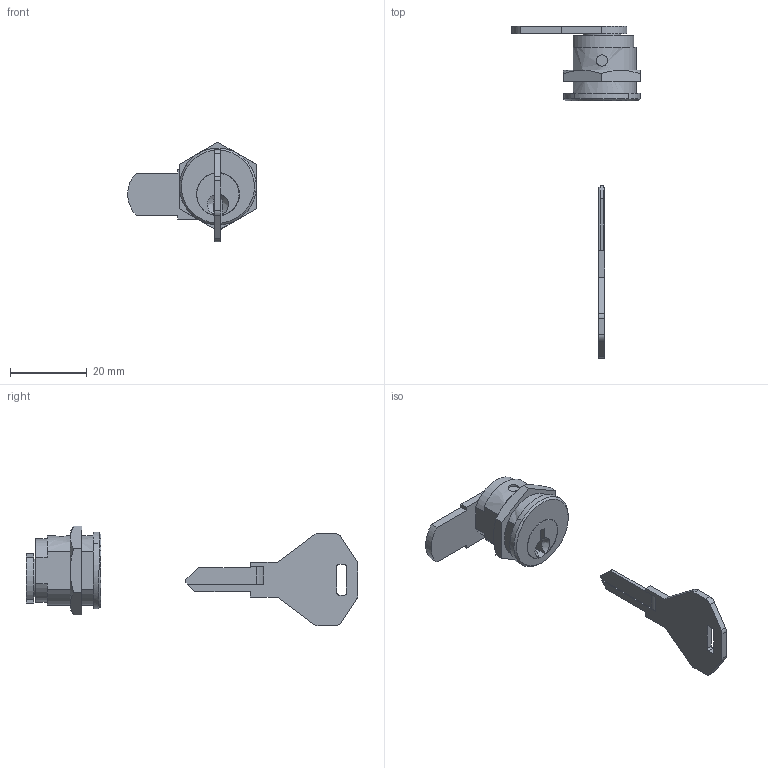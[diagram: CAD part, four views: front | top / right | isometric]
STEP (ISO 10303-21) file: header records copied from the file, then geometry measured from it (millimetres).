
FILE_DESCRIPTION((''),'2;1');
FILE_NAME('','2006-01-17T10:04:21',(''),(''),'','CADfix','');
FILE_SCHEMA(('AUTOMOTIVE_DESIGN'));
Length unit declared in the file: millimetre
Products named in the file (6): screw; cam; nut; lock; key; TL_121_1_15864_36
Assembly tree (6 placements, depth 2):
  TL_121_1_15864_36
    screw  x2
    cam
    nut
    lock
    key
Bounding box: 33.48 x 86.43 x 25.95 mm (x, y, z)
Volume: 5666.4 mm3; surface area: 4848.8 mm2
Topology: 6 solids, 6 shells, 162 faces, 535 edges, 391 vertices
Faces by surface type: bspline 162
Entity records: 6346 total; most frequent: CARTESIAN_POINT 3521, ORIENTED_EDGE 902, EDGE_CURVE 451, VERTEX_POINT 331, QUASI_UNIFORM_CURVE 236, B_SPLINE_CURVE_WITH_KNOTS 215, EDGE_LOOP 150, FACE_OUTER_BOUND 135
